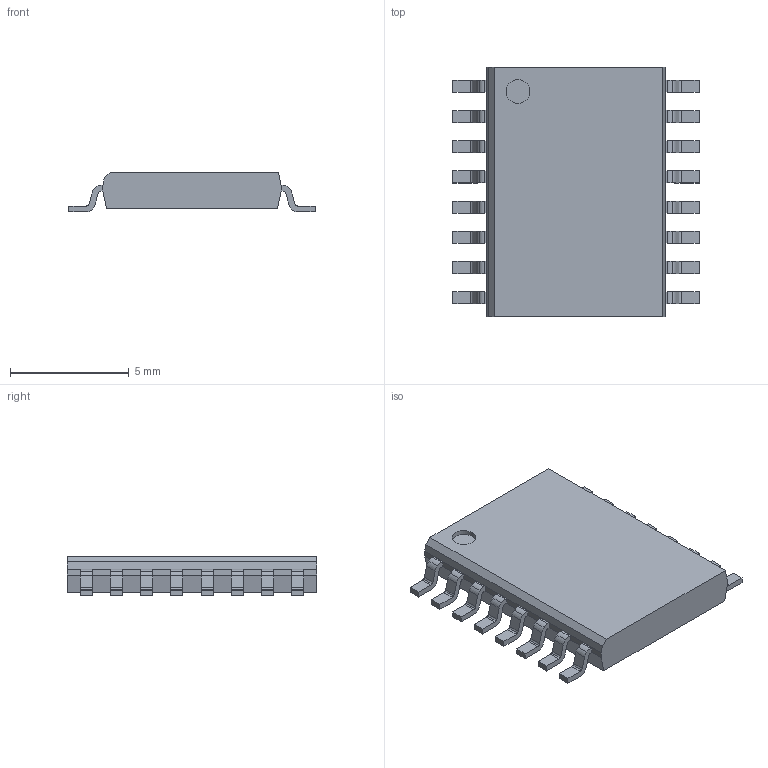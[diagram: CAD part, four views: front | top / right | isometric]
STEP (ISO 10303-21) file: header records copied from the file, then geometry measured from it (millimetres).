
FILE_DESCRIPTION((''),'2;1');
FILE_NAME('SOIC127P1030X265-16N.stp','2009-02-05T16:00:48',(''),(''),'Mechanical Desktop 2006','Mechanical Desktop 2006',', , ');
FILE_SCHEMA(('AUTOMOTIVE_DESIGN { 1 2 10303 214 0 1 1 1 }'));
Length unit declared in the file: millimetre
Products named in the file (1): SOIC127P1030X265-16N
Bounding box: 10.36 x 10.5 x 1.68 mm (x, y, z)
Volume: 123.9 mm3; surface area: 260 mm2
Topology: 17 solids, 17 shells, 302 faces, 801 edges, 534 vertices
Faces by surface type: bspline 144, plane 92, cylinder 66
Entity records: 10293 total; most frequent: CARTESIAN_POINT 2966, ORIENTED_EDGE 1602, DIRECTION 1379, EDGE_CURVE 801, VECTOR 541, LINE 541, VERTEX_POINT 534, AXIS2_PLACEMENT_3D 419
